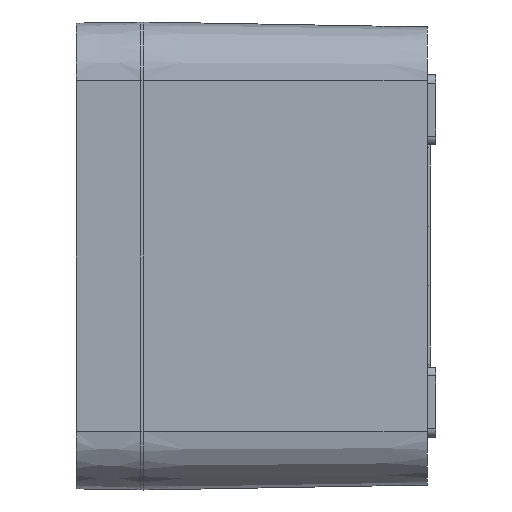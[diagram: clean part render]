
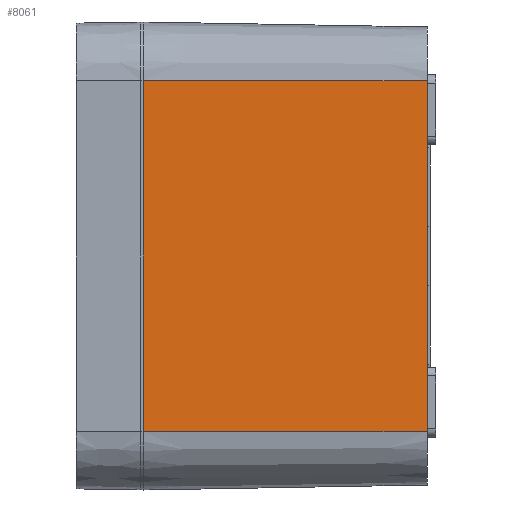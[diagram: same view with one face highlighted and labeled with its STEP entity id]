
A CAD part, left-side view. The second image highlights one B-rep face of the part: STEP entity #8061.
In plain terms, the highlighted planar face has unit normal (-1, -0.018, 0).
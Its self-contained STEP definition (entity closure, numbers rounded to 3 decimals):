
#889=LINE('',#10592,#1721);
#907=LINE('',#10653,#1739);
#1003=LINE('',#11088,#1835);
#1004=LINE('',#11089,#1836);
#1721=VECTOR('',#8954,10.);
#1739=VECTOR('',#9012,10.);
#1835=VECTOR('',#9160,10.);
#1836=VECTOR('',#9161,10.);
#2594=FACE_OUTER_BOUND('',#3059,.T.);
#3059=EDGE_LOOP('',(#5679,#5680,#5681,#5682));
#3601=VERTEX_POINT('',#10585);
#3603=VERTEX_POINT('',#10591);
#3625=VERTEX_POINT('',#10651);
#3626=VERTEX_POINT('',#10652);
#4351=EDGE_CURVE('',#3601,#3603,#889,.T.);
#4380=EDGE_CURVE('',#3625,#3626,#907,.T.);
#4530=EDGE_CURVE('',#3625,#3603,#1003,.T.);
#4531=EDGE_CURVE('',#3601,#3626,#1004,.T.);
#5679=ORIENTED_EDGE('',*,*,#4380,.F.);
#5680=ORIENTED_EDGE('',*,*,#4530,.T.);
#5681=ORIENTED_EDGE('',*,*,#4351,.F.);
#5682=ORIENTED_EDGE('',*,*,#4531,.T.);
#7766=PLANE('',#8571);
#8061=ADVANCED_FACE('',(#2594),#7766,.T.);
#8571=AXIS2_PLACEMENT_3D('',#11087,#9158,#9159);
#8954=DIRECTION('',(0.,0.,1.));
#9012=DIRECTION('',(0.,0.,-1.));
#9158=DIRECTION('center_axis',(-1.,-0.017,0.));
#9159=DIRECTION('ref_axis',(0.,0.,
-1.));
#9160=DIRECTION('',(-0.017,1.,0.));
#9161=DIRECTION('',(0.017,-1.,0.));
#10585=CARTESIAN_POINT('',(-60.,0.,-30.));
#10591=CARTESIAN_POINT('',(-60.,0.,30.));
#10592=CARTESIAN_POINT('',(-60.,0.,-15.));
#10651=CARTESIAN_POINT('',(-59.153,-48.5,30.));
#10652=CARTESIAN_POINT('',(-59.153,-48.5,-30.));
#10653=CARTESIAN_POINT('',(-59.153,-48.5,-15.));
#11087=CARTESIAN_POINT('Origin',(-60.,0.,-30.));
#11088=CARTESIAN_POINT('',(-60.,0.,30.));
#11089=CARTESIAN_POINT('',(-60.,0.,-30.));
